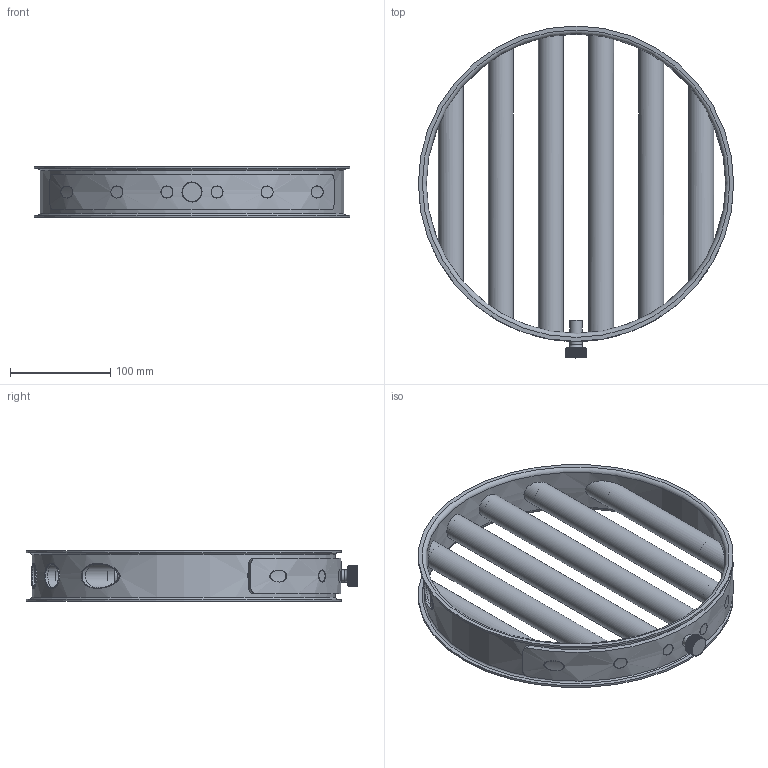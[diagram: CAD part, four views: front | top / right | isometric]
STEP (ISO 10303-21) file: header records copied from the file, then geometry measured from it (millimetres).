
FILE_DESCRIPTION(/* description */ (''),/* implementation_level */ '2;1');
FILE_NAME(/* name */ 'SEMR030078 A.stp',/* time_stamp */ '2019-05-21T08:41:19+02:00',/* author */ ('cr'),/* organization */ (''),/* preprocessor_version */ 'ST-DEVELOPER v17.2',/* originating_system */ 'Autodesk Inventor 2019',/* authorisation */ '');
FILE_SCHEMA (('AUTOMOTIVE_DESIGN { 1 0 10303 214 3 1 1 }'));
Length unit declared in the file: millimetre
Products named in the file (1): Part1
Bounding box: 315 x 331.5 x 50 mm (x, y, z)
Volume: 348756.7 mm3; surface area: 553793.3 mm2
Topology: 4 solids, 11 shells, 441 faces, 1198 edges, 824 vertices
Faces by surface type: cylinder 192, plane 191, cone 34, torus 12, bspline 12
Full cylindrical faces by diameter (mm): 3 x6, 4 x6, 4.917 x1, 5.5 x1, 6 x2, 6.1 x1, 12 x14, 12.1 x2, 12.2 x4, 13 x2, 20 x6, 22 x6, 23 x6, 24 x6, 25 x18, 299 x1, 303 x1, 315 x2
Entity records: 19399 total; most frequent: CARTESIAN_POINT 8388, ORIENTED_EDGE 2394, DIRECTION 1922, EDGE_CURVE 1197, VERTEX_POINT 830, AXIS2_PLACEMENT_3D 775, EDGE_LOOP 555, STYLED_ITEM 445
